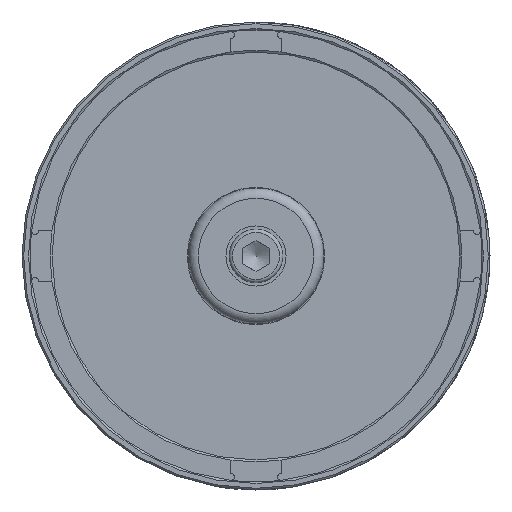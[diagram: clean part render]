
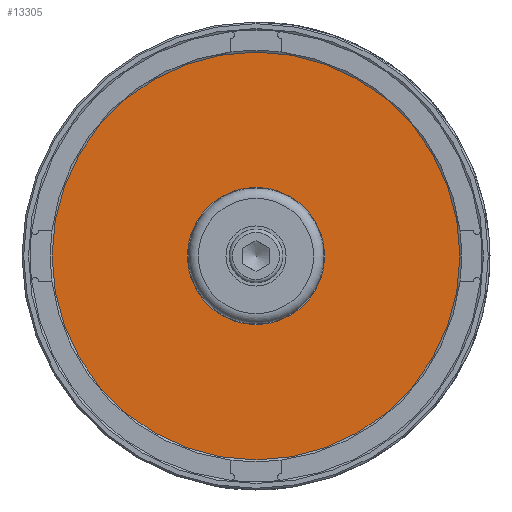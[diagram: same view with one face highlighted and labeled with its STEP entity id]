
A CAD part, front view. The second image highlights one B-rep face of the part: STEP entity #13305.
In plain terms, the highlighted planar face has unit normal (0, -1, 0).
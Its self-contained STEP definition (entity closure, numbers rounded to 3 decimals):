
#974=FACE_BOUND('',#2095,.T.);
#1032=PLANE('',#14092);
#1356=FACE_OUTER_BOUND('',#2094,.T.);
#2094=EDGE_LOOP('',(#8517));
#2095=EDGE_LOOP('',(#8518));
#4727=CIRCLE('',#14088,61.5);
#4731=CIRCLE('',#14093,20.524);
#5142=VERTEX_POINT('',#17806);
#5145=VERTEX_POINT('',#17814);
#6480=EDGE_CURVE('',#5142,#5142,#4727,.T.);
#6484=EDGE_CURVE('',#5145,#5145,#4731,.T.);
#8517=ORIENTED_EDGE('',*,*,#6480,.F.);
#8518=ORIENTED_EDGE('',*,*,#6484,.T.);
#13305=ADVANCED_FACE('',(#1356,#974),#1032,.T.);
#14088=AXIS2_PLACEMENT_3D('',#17807,#15072,#15073);
#14092=AXIS2_PLACEMENT_3D('',#17813,#15080,#15081);
#14093=AXIS2_PLACEMENT_3D('',#17815,#15082,#15083);
#15072=DIRECTION('center_axis',(0.,1.,0.));
#15073=DIRECTION('ref_axis',(0.,0.,
-1.));
#15080=DIRECTION('center_axis',(0.,-1.,0.));
#15081=DIRECTION('ref_axis',(-1.,0.,0.));
#15082=DIRECTION('center_axis',(0.,1.,0.));
#15083=DIRECTION('ref_axis',(0.,0.,
-1.));
#17806=CARTESIAN_POINT('',(-61.5,12.,0.));
#17807=CARTESIAN_POINT('Origin',(0.,12.,0.));
#17813=CARTESIAN_POINT('Origin',(0.,12.,61.5));
#17814=CARTESIAN_POINT('',(-20.524,12.,0.));
#17815=CARTESIAN_POINT('Origin',(0.,12.,0.));
